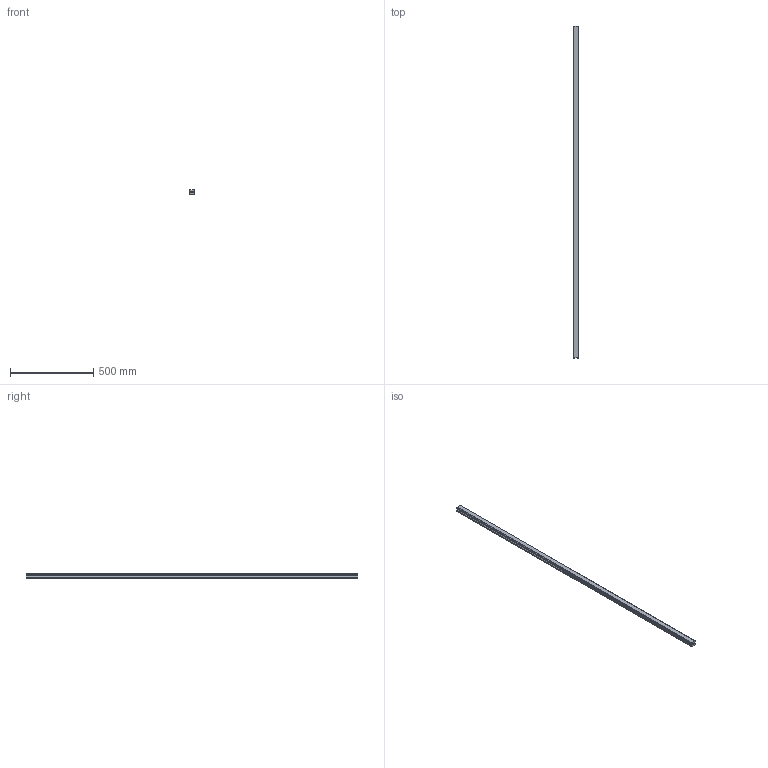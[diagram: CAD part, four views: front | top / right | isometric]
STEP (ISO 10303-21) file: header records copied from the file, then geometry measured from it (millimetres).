
FILE_DESCRIPTION(('STEP AP214'),'1');
FILE_NAME('cctmp_9123E278-CA71-4CC0-A136-E2A8D80F6D69_2021_01_28_10_16_24_0147..stp','2021-01-28T09:16:24',('HIWIN GmbH'),('CADClick - www.CADClick.com'),'Spatial InterOp 3D',' ','unknown authorization');
FILE_SCHEMA(('AUTOMOTIVE_DESIGN'));
Length unit declared in the file: millimetre
Products named in the file (1): HGR35T1990C_FILE
Bounding box: 34 x 1990 x 29 mm (x, y, z)
Volume: 1678426 mm3; surface area: 270174.1 mm2
Topology: 1 solids, 1 shells, 215 faces, 577 edges, 343 vertices
Faces by surface type: plane 93, cylinder 72, cone 50
Entity records: 8049 total; most frequent: DIRECTION 1103, CARTESIAN_POINT 1086, ORIENTED_EDGE 1054, EDGE_CURVE 527, LINE 383, VECTOR 383, AXIS2_PLACEMENT_3D 360, VERTEX_POINT 343
